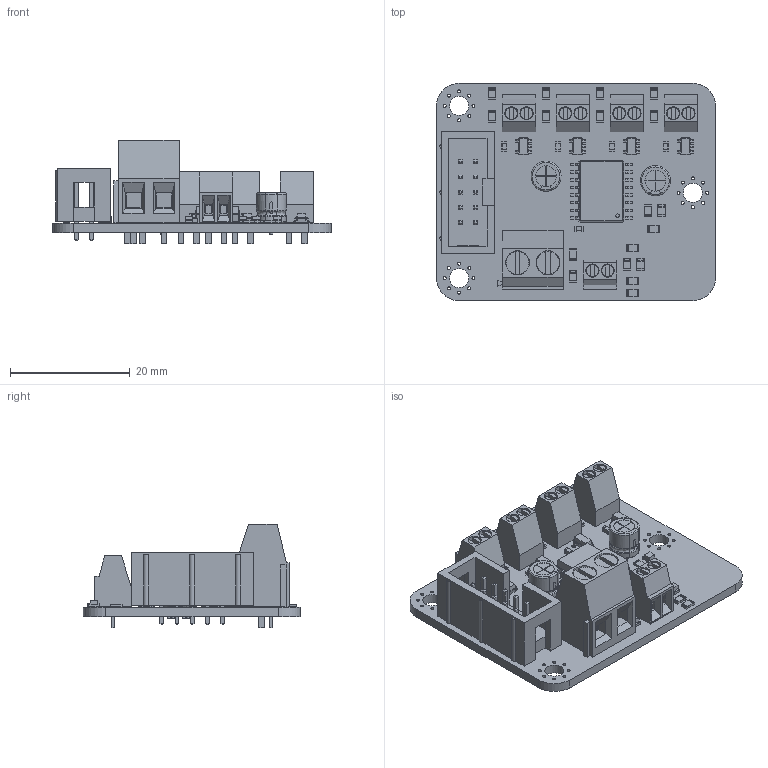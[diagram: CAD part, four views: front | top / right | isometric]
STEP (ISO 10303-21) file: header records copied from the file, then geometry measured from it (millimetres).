
FILE_DESCRIPTION(('KiCad electronic assembly'),'2;1');
FILE_NAME('MasterAlim.step','2021-02-14T16:06:30',('An Author'),( 'A Company'),'Open CASCADE STEP processor 7.4', 'KiCad to STEP converter','Unknown');
FILE_SCHEMA(('AUTOMOTIVE_DESIGN { 1 0 10303 214 1 1 1 1 }'));
Length unit declared in the file: millimetre
Products named in the file (20): Open CASCADE STEP translator 7.4 1; CP_Radial_D5.0mm_P2.50mm; SOLID; SOIC-16W_7.5x10.3mm_P1.27mm; SOT-23-5; R_0805_2012Metric; TerminalBlock_Phoenix_MPT-0,5-2-2.54_1x02_P2.54mm_Horizontal; TerminalBlock_Phoenix_MKDS-1,5-2-5.08_1x02_P5.08mm_Horizontal; IDC-Header_2x05_P2.54mm_Vertical; LED_0805_2012Metric; C_0603_1608Metric; COMPOUND
Assembly tree (47 placements, depth 3):
  Open CASCADE STEP translator 7.4 1
    CP_Radial_D5.0mm_P2.50mm  x2
      SOLID
    SOIC-16W_7.5x10.3mm_P1.27mm
      SOLID
    SOT-23-5  x4
      SOLID
    R_0805_2012Metric  x10
      SOLID
    TerminalBlock_Phoenix_MPT-0,5-2-2.54_1x02_P2.54mm_Horizontal  x5
      SOLID
    TerminalBlock_Phoenix_MKDS-1,5-2-5.08_1x02_P5.08mm_Horizontal
      SOLID
    IDC-Header_2x05_P2.54mm_Vertical
      SOLID
    LED_0805_2012Metric  x8
      SOLID
    C_0603_1608Metric  x5
      SOLID
    COMPOUND
Bounding box: 46.5 x 36.25 x 17.3 mm (x, y, z)
Volume: 5885.9 mm3; surface area: 9810.1 mm2
Topology: 38 solids, 40 shells, 2399 faces, 6088 edges, 3868 vertices
Faces by surface type: plane 1684, cylinder 485, bspline 216, revolution 10, torus 4
Full cylindrical faces by diameter (mm): 0.5 x28, 0.6 x1, 0.8 x4, 1 x16, 1.1 x30, 1.3 x2, 2 x10, 2.2 x10, 3.2 x3, 3.8 x2, 4 x2
Entity records: 71527 total; most frequent: CARTESIAN_POINT 13031, DIRECTION 9580, LINE 6301, VECTOR 6301, ORIENTED_EDGE 5092, PCURVE 5092, DEFINITIONAL_REPRESENTATION 5092, EDGE_CURVE 2546
